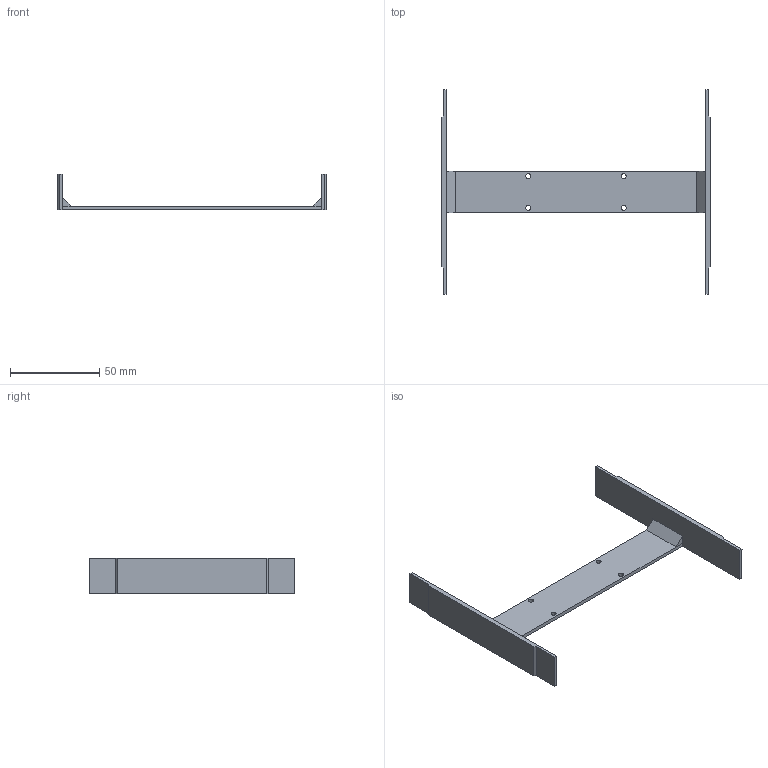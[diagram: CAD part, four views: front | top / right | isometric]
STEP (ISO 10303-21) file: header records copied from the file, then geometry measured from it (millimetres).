
FILE_DESCRIPTION(/* description */ (''),/* implementation_level */ '2;1');
FILE_NAME(/* name */ 'mount',/* time_stamp */ '2017-04-15T15:06:40-04:00',/* author */ (''),/* organization */ (''),/* preprocessor_version */ 'ST-DEVELOPER v15',/* originating_system */ '',/* authorisation */ '');
FILE_SCHEMA (('AUTOMOTIVE_DESIGN'));
Length unit declared in the file: millimetre
Products named in the file (1): Document
Bounding box: 150.04 x 114.42 x 20 mm (x, y, z)
Volume: 17767.6 mm3; surface area: 17558.9 mm2
Topology: 1 solids, 1 shells, 38 faces, 100 edges, 64 vertices
Faces by surface type: plane 30, bspline 8
Entity records: 1109 total; most frequent: CARTESIAN_POINT 424, ORIENTED_EDGE 200, EDGE_CURVE 100, B_SPLINE_CURVE_WITH_KNOTS 76, VERTEX_POINT 64, EDGE_LOOP 46, ADVANCED_FACE 38, FACE_OUTER_BOUND 38
